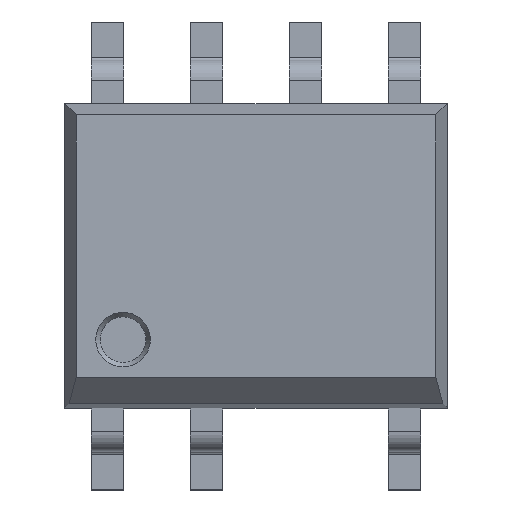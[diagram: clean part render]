
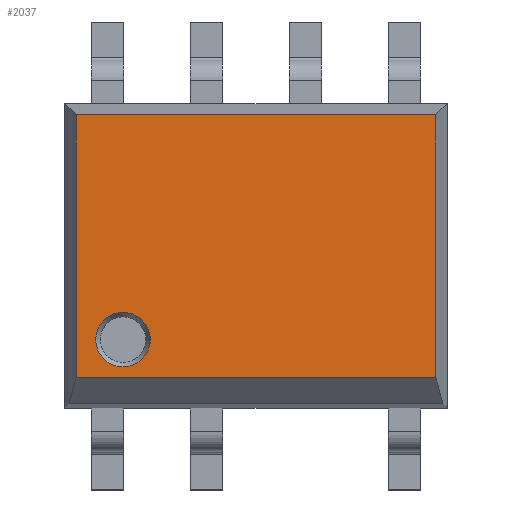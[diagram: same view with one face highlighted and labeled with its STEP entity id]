
A CAD part, top view. The second image highlights one B-rep face of the part: STEP entity #2037.
In plain terms, the highlighted planar face has unit normal (0, 0, 1).
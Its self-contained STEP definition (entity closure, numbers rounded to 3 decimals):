
#43=CIRCLE('',#2160,0.35);
#44=CIRCLE('',#2161,0.35);
#106=FACE_BOUND('',#227,.T.);
#115=FACE_OUTER_BOUND('',#226,.T.);
#226=EDGE_LOOP('',(#1299,#1300,#1301,#1302));
#227=EDGE_LOOP('',(#1303,#1304));
#352=LINE('',#2928,#580);
#360=LINE('',#2942,#588);
#362=LINE('',#2946,#590);
#363=LINE('',#2947,#591);
#580=VECTOR('',#2346,1.);
#588=VECTOR('',#2356,1.);
#590=VECTOR('',#2362,1.);
#591=VECTOR('',#2363,1.);
#808=VERTEX_POINT('',#2925);
#809=VERTEX_POINT('',#2927);
#811=VERTEX_POINT('',#2934);
#814=VERTEX_POINT('',#2940);
#815=VERTEX_POINT('',#2948);
#816=VERTEX_POINT('',#2949);
#998=EDGE_CURVE('',#808,#809,#352,.T.);
#1006=EDGE_CURVE('',#811,#814,#360,.T.);
#1008=EDGE_CURVE('',#808,#811,#362,.F.);
#1009=EDGE_CURVE('',#814,#809,#363,.T.);
#1010=EDGE_CURVE('',#815,#816,#43,.F.);
#1011=EDGE_CURVE('',#816,#815,#44,.F.);
#1299=ORIENTED_EDGE('',*,*,#1008,.T.);
#1300=ORIENTED_EDGE('',*,*,#1006,.T.);
#1301=ORIENTED_EDGE('',*,*,#1009,.T.);
#1302=ORIENTED_EDGE('',*,*,#998,.F.);
#1303=ORIENTED_EDGE('',*,*,#1010,.T.);
#1304=ORIENTED_EDGE('',*,*,#1011,.T.);
#1849=PLANE('',#2159);
#2037=ADVANCED_FACE('',(#115,#106),#1849,.T.);
#2159=AXIS2_PLACEMENT_3D('',#2945,#2360,#2361);
#2160=AXIS2_PLACEMENT_3D('',#2950,#2364,#2365);
#2161=AXIS2_PLACEMENT_3D('',#2951,#2366,#2367);
#2346=DIRECTION('',(0.,1.,0.));
#2356=DIRECTION('',(0.,1.,0.));
#2360=DIRECTION('center_axis',(0.,0.,1.));
#2361=DIRECTION('ref_axis',(0.,1.,0.));
#2362=DIRECTION('',(-1.,0.,0.));
#2363=DIRECTION('',(-1.,0.,0.));
#2364=DIRECTION('center_axis',(0.,0.,1.));
#2365=DIRECTION('ref_axis',(1.,0.,0.));
#2366=DIRECTION('center_axis',(0.,0.,1.));
#2367=DIRECTION('ref_axis',(1.,0.,0.));
#2925=CARTESIAN_POINT('',(-0.401,-1.563,1.55));
#2927=CARTESIAN_POINT('',(-0.401,1.806,1.55));
#2928=CARTESIAN_POINT('',(-0.401,-1.563,1.55));
#2934=CARTESIAN_POINT('',(4.211,-1.563,1.55));
#2940=CARTESIAN_POINT('',(4.211,1.806,1.55));
#2942=CARTESIAN_POINT('',(4.211,-1.563,1.55));
#2945=CARTESIAN_POINT('Origin',(0.635,-1.95,1.55));
#2946=CARTESIAN_POINT('',(4.211,-1.563,1.55));
#2947=CARTESIAN_POINT('',(4.211,1.806,1.55));
#2948=CARTESIAN_POINT('',(0.55,-1.075,1.55));
#2949=CARTESIAN_POINT('',(-0.15,-1.075,1.55));
#2950=CARTESIAN_POINT('Origin',(0.2,-1.075,1.55));
#2951=CARTESIAN_POINT('Origin',(0.2,-1.075,1.55));
